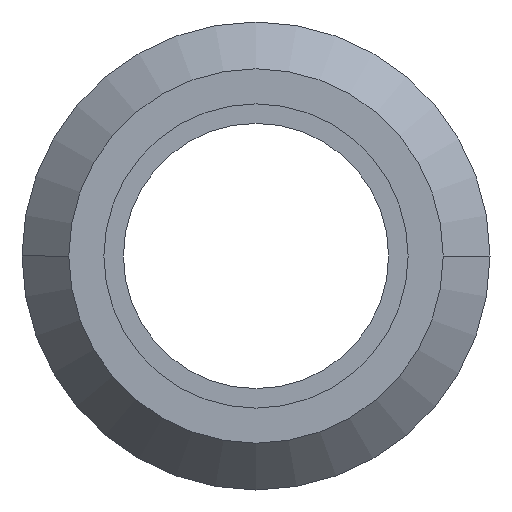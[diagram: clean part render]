
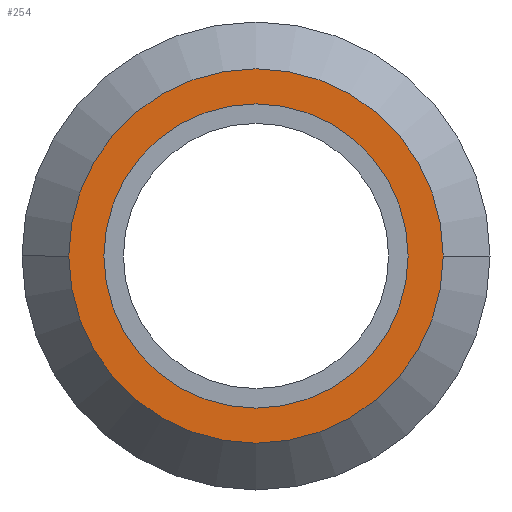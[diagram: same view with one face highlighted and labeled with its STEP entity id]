
A CAD part, front view. The second image highlights one B-rep face of the part: STEP entity #254.
In plain terms, the highlighted planar face has unit normal (0, -1, 0).
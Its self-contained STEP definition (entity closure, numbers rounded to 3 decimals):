
#14 = CARTESIAN_POINT ( 'NONE',  ( 0., -5.15, 0. ) ) ;
#21 = CIRCLE ( 'NONE', #280, 9.6 ) ;
#28 = CARTESIAN_POINT ( 'NONE',  ( 7.8, -5.15, 0. ) ) ;
#45 = EDGE_LOOP ( 'NONE', ( #128, #321 ) ) ;
#48 = ORIENTED_EDGE ( 'NONE', *, *, #393, .F. ) ;
#58 = CARTESIAN_POINT ( 'NONE',  ( -7.8, -5.15, 0. ) ) ;
#80 = FACE_BOUND ( 'NONE', #112, .T. ) ;
#112 = EDGE_LOOP ( 'NONE', ( #279, #48 ) ) ;
#117 = AXIS2_PLACEMENT_3D ( 'NONE', #470, #212, #510 ) ;
#127 = CIRCLE ( 'NONE', #296, 7.8 ) ;
#128 = ORIENTED_EDGE ( 'NONE', *, *, #263, .T. ) ;
#131 = CARTESIAN_POINT ( 'NONE',  ( 9.6, -5.15, 0. ) ) ;
#212 = DIRECTION ( 'NONE',  ( 0., -1., 0. ) ) ;
#215 = CARTESIAN_POINT ( 'NONE',  ( 0., -5.15, 0. ) ) ;
#241 = CARTESIAN_POINT ( 'NONE',  ( 7.8, -5.15, 0. ) ) ;
#253 = AXIS2_PLACEMENT_3D ( 'NONE', #241, #392, #514 ) ;
#254 = ADVANCED_FACE ( 'NONE', ( #453, #80 ), #327, .T. ) ;
#263 = EDGE_CURVE ( 'NONE', #354, #336, #21, .T. ) ;
#273 = EDGE_CURVE ( 'NONE', #519, #495, #277, .T. ) ;
#277 = CIRCLE ( 'NONE', #493, 7.8 ) ;
#279 = ORIENTED_EDGE ( 'NONE', *, *, #273, .F. ) ;
#280 = AXIS2_PLACEMENT_3D ( 'NONE', #14, #507, #506 ) ;
#287 = DIRECTION ( 'NONE',  ( 0., -1., 0. ) ) ;
#296 = AXIS2_PLACEMENT_3D ( 'NONE', #215, #389, #355 ) ;
#321 = ORIENTED_EDGE ( 'NONE', *, *, #484, .T. ) ;
#327 = PLANE ( 'NONE',  #253 ) ;
#336 = VERTEX_POINT ( 'NONE', #381 ) ;
#354 = VERTEX_POINT ( 'NONE', #131 ) ;
#355 = DIRECTION ( 'NONE',  ( 1., 0., 0. ) ) ;
#381 = CARTESIAN_POINT ( 'NONE',  ( -9.6, -5.15, 0. ) ) ;
#382 = CARTESIAN_POINT ( 'NONE',  ( 0., -5.15, 0. ) ) ;
#389 = DIRECTION ( 'NONE',  ( 0., -1., 0. ) ) ;
#392 = DIRECTION ( 'NONE',  ( 0., -1., 0. ) ) ;
#393 = EDGE_CURVE ( 'NONE', #495, #519, #127, .T. ) ;
#453 = FACE_OUTER_BOUND ( 'NONE', #45, .T. ) ;
#463 = DIRECTION ( 'NONE',  ( 1., 0., 0. ) ) ;
#470 = CARTESIAN_POINT ( 'NONE',  ( 0., -5.15, 0. ) ) ;
#480 = CIRCLE ( 'NONE', #117, 9.6 ) ;
#484 = EDGE_CURVE ( 'NONE', #336, #354, #480, .T. ) ;
#493 = AXIS2_PLACEMENT_3D ( 'NONE', #382, #287, #463 ) ;
#495 = VERTEX_POINT ( 'NONE', #58 ) ;
#506 = DIRECTION ( 'NONE',  ( 1., 0., 0. ) ) ;
#507 = DIRECTION ( 'NONE',  ( 0., -1., 0. ) ) ;
#510 = DIRECTION ( 'NONE',  ( 1., 0., 0. ) ) ;
#514 = DIRECTION ( 'NONE',  ( 0., 0., -1. ) ) ;
#519 = VERTEX_POINT ( 'NONE', #28 ) ;
